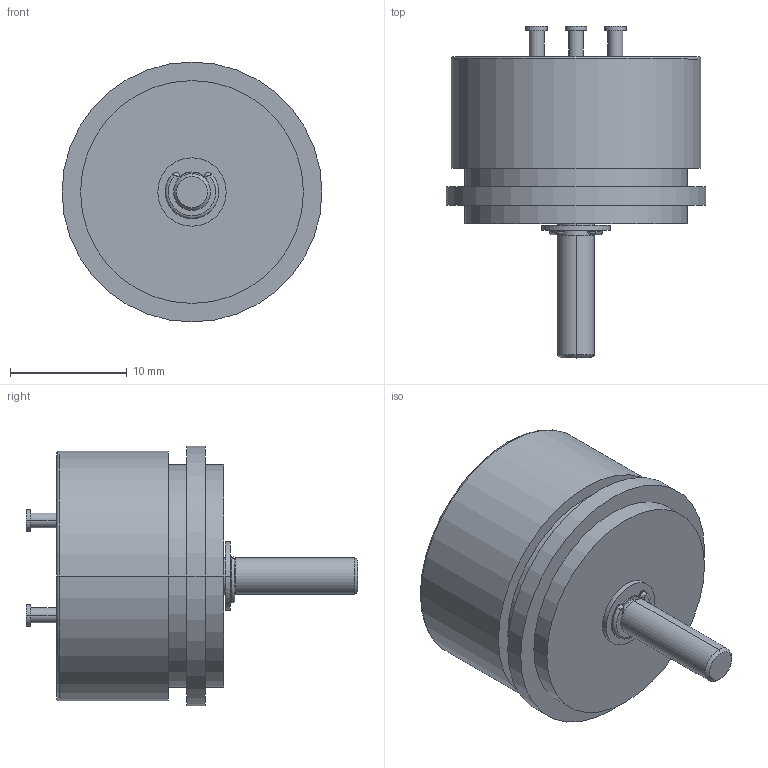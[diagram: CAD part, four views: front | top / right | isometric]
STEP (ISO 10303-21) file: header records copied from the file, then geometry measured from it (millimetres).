
FILE_DESCRIPTION((''),'2;1');
FILE_NAME('6140-1-2A_SW0011','2013-07-03T',('bmozley'),(''),'PRO/ENGINEER BY PARAMETRIC TECHNOLOGY CORPORATION, 2013150','PRO/ENGINEER BY PARAMETRIC TECHNOLOGY CORPORATION, 2013150','');
FILE_SCHEMA(('CONFIG_CONTROL_DESIGN'));
Length unit declared in the file: inch
Products named in the file (1): 6140-1-2A_SW0011
Bounding box: 22.23 x 28.37 x 22.23 mm (x, y, z)
Volume: 4787.5 mm3; surface area: 2498.9 mm2
Topology: 1 solids, 2 shells, 107 faces, 239 edges, 152 vertices
Faces by surface type: cylinder 58, plane 34, torus 9, cone 4, bspline 2
Entity records: 3140 total; most frequent: DIRECTION 598, CARTESIAN_POINT 566, ORIENTED_EDGE 478, AXIS2_PLACEMENT_3D 258, EDGE_CURVE 239, CIRCLE 153, VERTEX_POINT 152, EDGE_LOOP 133
